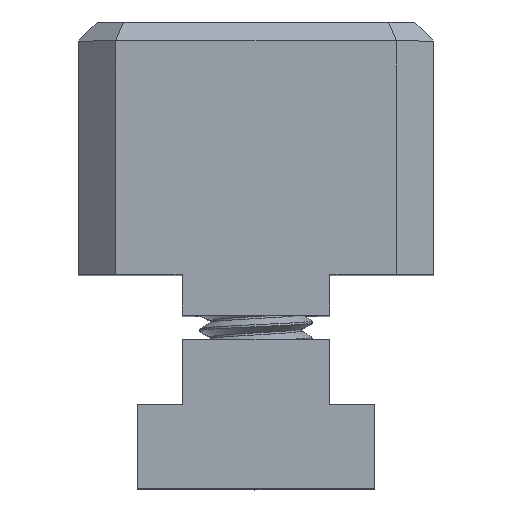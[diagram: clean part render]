
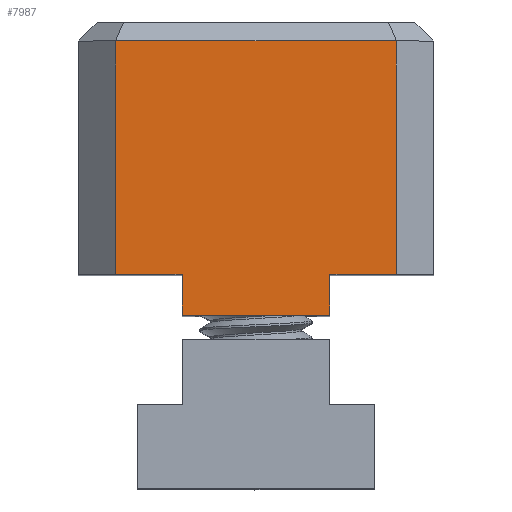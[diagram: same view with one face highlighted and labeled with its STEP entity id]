
A CAD part, top view. The second image highlights one B-rep face of the part: STEP entity #7987.
In plain terms, the highlighted planar face has unit normal (0, 0, 1).
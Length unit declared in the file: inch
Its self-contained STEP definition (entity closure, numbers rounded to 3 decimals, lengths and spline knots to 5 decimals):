
#192 = LINE ( 'NONE', #4468, #1695 ) ;
#268 = VERTEX_POINT ( 'NONE', #5592 ) ;
#573 = CARTESIAN_POINT ( 'NONE',  ( -0.59127, 0.98299, 1.875 ) ) ;
#619 = VERTEX_POINT ( 'NONE', #4923 ) ;
#682 = DIRECTION ( 'NONE',  ( -1., 0., 0. ) ) ;
#718 = CARTESIAN_POINT ( 'NONE',  ( 0.3115, -0.17201, 1.875 ) ) ;
#867 = EDGE_LOOP ( 'NONE', ( #6475, #2355, #3575, #7036, #4472, #7779, #7543, #2166 ) ) ;
#1143 = DIRECTION ( 'NONE',  ( 0., -1., 0. ) ) ;
#1189 = DIRECTION ( 'NONE',  ( 0., 1., 0. ) ) ;
#1366 = EDGE_CURVE ( 'NONE', #619, #1968, #7351, .T. ) ;
#1398 = VECTOR ( 'NONE', #4225, 39.37008 ) ;
#1417 = FACE_OUTER_BOUND ( 'NONE', #867, .T. ) ;
#1573 = VERTEX_POINT ( 'NONE', #2424 ) ;
#1695 = VECTOR ( 'NONE', #7714, 39.37008 ) ;
#1886 = CARTESIAN_POINT ( 'NONE',  ( -0.3115, 0., 1.875 ) ) ;
#1968 = VERTEX_POINT ( 'NONE', #2380 ) ;
#2094 = VECTOR ( 'NONE', #2577, 39.37008 ) ;
#2121 = VERTEX_POINT ( 'NONE', #1886 ) ;
#2127 = CARTESIAN_POINT ( 'NONE',  ( 0.59127, 0., 1.875 ) ) ;
#2166 = ORIENTED_EDGE ( 'NONE', *, *, #5397, .F. ) ;
#2292 = LINE ( 'NONE', #718, #2094 ) ;
#2355 = ORIENTED_EDGE ( 'NONE', *, *, #7772, .T. ) ;
#2380 = CARTESIAN_POINT ( 'NONE',  ( 0.3115, -0.17201, 1.875 ) ) ;
#2424 = CARTESIAN_POINT ( 'NONE',  ( 0.59127, 0.98299, 1.875 ) ) ;
#2577 = DIRECTION ( 'NONE',  ( -1., 0., 0. ) ) ;
#2687 = VECTOR ( 'NONE', #3736, 39.37008 ) ;
#2733 = CARTESIAN_POINT ( 'NONE',  ( -0.3115, 0., 1.875 ) ) ;
#2894 = EDGE_CURVE ( 'NONE', #268, #2121, #3939, .T. ) ;
#3203 = CARTESIAN_POINT ( 'NONE',  ( -0.59127, 0.98299, 1.875 ) ) ;
#3417 = CARTESIAN_POINT ( 'NONE',  ( 0.3115, 0., 1.875 ) ) ;
#3575 = ORIENTED_EDGE ( 'NONE', *, *, #7060, .T. ) ;
#3736 = DIRECTION ( 'NONE',  ( -1., 0., 0. ) ) ;
#3739 = VECTOR ( 'NONE', #1189, 39.37008 ) ;
#3858 = CARTESIAN_POINT ( 'NONE',  ( 0., 0., 1.875 ) ) ;
#3939 = LINE ( 'NONE', #6328, #3739 ) ;
#3993 = AXIS2_PLACEMENT_3D ( 'NONE', #3858, #4487, #682 ) ;
#4225 = DIRECTION ( 'NONE',  ( -1., 0., 0. ) ) ;
#4392 = LINE ( 'NONE', #573, #2687 ) ;
#4468 = CARTESIAN_POINT ( 'NONE',  ( 0.59127, 1.06299, 1.875 ) ) ;
#4472 = ORIENTED_EDGE ( 'NONE', *, *, #2894, .F. ) ;
#4487 = DIRECTION ( 'NONE',  ( 0., 0., -1. ) ) ;
#4599 = LINE ( 'NONE', #8184, #8050 ) ;
#4798 = VERTEX_POINT ( 'NONE', #3203 ) ;
#4875 = VECTOR ( 'NONE', #6613, 39.37008 ) ;
#4884 = EDGE_CURVE ( 'NONE', #1968, #268, #2292, .T. ) ;
#4923 = CARTESIAN_POINT ( 'NONE',  ( 0.3115, 0., 1.875 ) ) ;
#4978 = EDGE_CURVE ( 'NONE', #2121, #8025, #5288, .T. ) ;
#5288 = LINE ( 'NONE', #2733, #4875 ) ;
#5397 = EDGE_CURVE ( 'NONE', #6329, #619, #6325, .T. ) ;
#5537 = CARTESIAN_POINT ( 'NONE',  ( 0.74875, 0., 1.875 ) ) ;
#5592 = CARTESIAN_POINT ( 'NONE',  ( -0.3115, -0.17201, 1.875 ) ) ;
#5650 = VECTOR ( 'NONE', #6677, 39.37008 ) ;
#5667 = EDGE_CURVE ( 'NONE', #6329, #1573, #192, .T. ) ;
#6325 = LINE ( 'NONE', #5537, #1398 ) ;
#6328 = CARTESIAN_POINT ( 'NONE',  ( -0.3115, -0.17201, 1.875 ) ) ;
#6329 = VERTEX_POINT ( 'NONE', #2127 ) ;
#6475 = ORIENTED_EDGE ( 'NONE', *, *, #5667, .T. ) ;
#6613 = DIRECTION ( 'NONE',  ( -1., 0., 0. ) ) ;
#6677 = DIRECTION ( 'NONE',  ( 0., -1., 0. ) ) ;
#7036 = ORIENTED_EDGE ( 'NONE', *, *, #4978, .F. ) ;
#7060 = EDGE_CURVE ( 'NONE', #4798, #8025, #4599, .T. ) ;
#7351 = LINE ( 'NONE', #3417, #5650 ) ;
#7543 = ORIENTED_EDGE ( 'NONE', *, *, #1366, .F. ) ;
#7714 = DIRECTION ( 'NONE',  ( 0., 1., 0. ) ) ;
#7737 = PLANE ( 'NONE',  #3993 ) ;
#7766 = CARTESIAN_POINT ( 'NONE',  ( -0.59127, 0., 1.875 ) ) ;
#7772 = EDGE_CURVE ( 'NONE', #1573, #4798, #4392, .T. ) ;
#7779 = ORIENTED_EDGE ( 'NONE', *, *, #4884, .F. ) ;
#7987 = ADVANCED_FACE ( 'NONE', ( #1417 ), #7737, .F. ) ;
#8025 = VERTEX_POINT ( 'NONE', #7766 ) ;
#8050 = VECTOR ( 'NONE', #1143, 39.37008 ) ;
#8184 = CARTESIAN_POINT ( 'NONE',  ( -0.59127, 0., 1.875 ) ) ;
